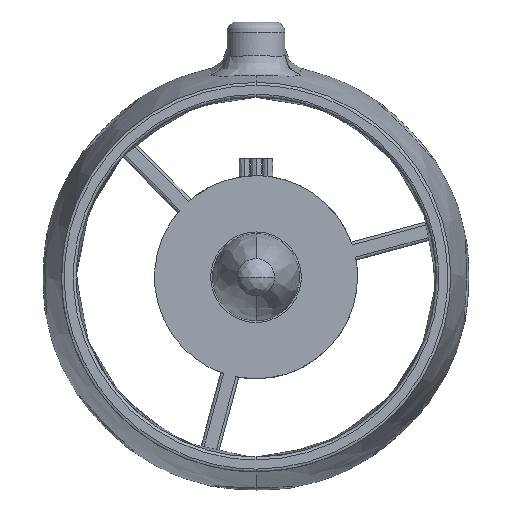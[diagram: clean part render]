
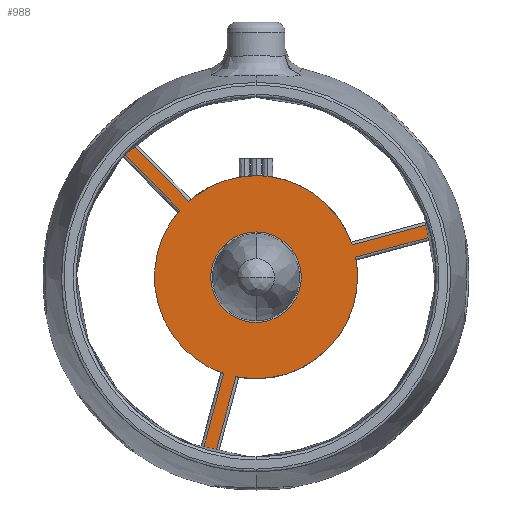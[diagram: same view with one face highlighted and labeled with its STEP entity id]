
A CAD part, left-side view. The second image highlights one B-rep face of the part: STEP entity #988.
In plain terms, the highlighted free-form (B-spline) face has degree [1, 1] with [2, 2] control points.
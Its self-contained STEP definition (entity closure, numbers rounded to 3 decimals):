
#536 = VERTEX_POINT('',#537);
#537 = CARTESIAN_POINT('',(7.464,0.,17.075));
#574 = VERTEX_POINT('',#575);
#575 = CARTESIAN_POINT('',(7.464,11.291,
    12.809));
#584 = EDGE_CURVE('',#536,#574,#585,.T.);
#585 = ( BOUNDED_CURVE() B_SPLINE_CURVE(2,(#586,#587,#588),
.UNSPECIFIED.,.F.,.F.) B_SPLINE_CURVE_WITH_KNOTS((3,3),(0.,
0.722),.PIECEWISE_BEZIER_KNOTS.) CURVE() 
GEOMETRIC_REPRESENTATION_ITEM() RATIONAL_B_SPLINE_CURVE((1.,
0.935,1.)) REPRESENTATION_ITEM('') );
#586 = CARTESIAN_POINT('',(7.464,0.,17.075));
#587 = CARTESIAN_POINT('',(7.464,6.451,17.075)
  );
#588 = CARTESIAN_POINT('',(7.464,11.291,
    12.809));
#612 = EDGE_CURVE('',#613,#536,#615,.T.);
#613 = VERTEX_POINT('',#614);
#614 = CARTESIAN_POINT('',(7.464,-16.182,5.447
    ));
#615 = ( BOUNDED_CURVE() B_SPLINE_CURVE(2,(#616,#617,#618),
.UNSPECIFIED.,.F.,.F.) B_SPLINE_CURVE_WITH_KNOTS((3,3),(5.037,
6.283),.PIECEWISE_BEZIER_KNOTS.) CURVE() 
GEOMETRIC_REPRESENTATION_ITEM() RATIONAL_B_SPLINE_CURVE((1.,
0.812,1.)) REPRESENTATION_ITEM('') );
#616 = CARTESIAN_POINT('',(7.464,-16.182,5.447
    ));
#617 = CARTESIAN_POINT('',(7.464,-12.268,
    17.075));
#618 = CARTESIAN_POINT('',(7.464,0.,
    17.075));
#769 = VERTEX_POINT('',#770);
#770 = CARTESIAN_POINT('',(7.464,-16.738,3.374
    ));
#779 = EDGE_CURVE('',#780,#769,#782,.T.);
#780 = VERTEX_POINT('',#781);
#781 = CARTESIAN_POINT('',(7.464,3.374,-16.738
    ));
#782 = ( BOUNDED_CURVE() B_SPLINE_CURVE(2,(#783,#784,#785),
.UNSPECIFIED.,.F.,.F.) B_SPLINE_CURVE_WITH_KNOTS((3,3),(2.943,
4.911),.PIECEWISE_BEZIER_KNOTS.) CURVE() 
GEOMETRIC_REPRESENTATION_ITEM() RATIONAL_B_SPLINE_CURVE((1.,
0.553,1.)) REPRESENTATION_ITEM('') );
#783 = CARTESIAN_POINT('',(7.464,3.374,-16.738
    ));
#784 = CARTESIAN_POINT('',(7.464,-21.815,
    -21.815));
#785 = CARTESIAN_POINT('',(7.464,-16.738,3.374
    ));
#927 = VERTEX_POINT('',#928);
#928 = CARTESIAN_POINT('',(7.464,5.447,-16.182
    ));
#937 = EDGE_CURVE('',#938,#927,#940,.T.);
#938 = VERTEX_POINT('',#939);
#939 = CARTESIAN_POINT('',(7.464,12.809,
    11.291));
#940 = ( BOUNDED_CURVE() B_SPLINE_CURVE(2,(#941,#942,#943),
.UNSPECIFIED.,.F.,.F.) B_SPLINE_CURVE_WITH_KNOTS((3,3),(0.848,
2.817),.PIECEWISE_BEZIER_KNOTS.) CURVE() 
GEOMETRIC_REPRESENTATION_ITEM() RATIONAL_B_SPLINE_CURVE((1.,
0.553,1.)) REPRESENTATION_ITEM('') );
#941 = CARTESIAN_POINT('',(7.464,12.809,
    11.291));
#942 = CARTESIAN_POINT('',(7.464,29.8,-7.985)
  );
#943 = CARTESIAN_POINT('',(7.464,5.447,-16.182
    ));
#988 = ADVANCED_FACE('',(#989),#1055,.F.);
#989 = FACE_BOUND('',#990,.T.);
#990 = EDGE_LOOP('',(#991,#1001,#1006,#1007,#1008,#1015,#1023,#1028,
    #1029,#1036,#1044,#1049,#1050));
#991 = ORIENTED_EDGE('',*,*,#992,.T.);
#992 = EDGE_CURVE('',#993,#995,#997,.T.);
#993 = VERTEX_POINT('',#994);
#994 = CARTESIAN_POINT('',(7.464,-29.475,6.787
    ));
#995 = VERTEX_POINT('',#996);
#996 = CARTESIAN_POINT('',(7.464,-28.919,8.86
    ));
#997 = ( BOUNDED_CURVE() B_SPLINE_CURVE(2,(#998,#999,#1000),
.UNSPECIFIED.,.F.,.F.) B_SPLINE_CURVE_WITH_KNOTS((3,3),(4.939,
5.01),.PIECEWISE_BEZIER_KNOTS.) CURVE() 
GEOMETRIC_REPRESENTATION_ITEM() RATIONAL_B_SPLINE_CURVE((1.,
0.999,1.)) REPRESENTATION_ITEM('') );
#998 = CARTESIAN_POINT('',(7.464,-29.475,6.787
    ));
#999 = CARTESIAN_POINT('',(7.464,-29.234,7.833
    ));
#1000 = CARTESIAN_POINT('',(7.464,-28.919,
    8.86));
#1001 = ORIENTED_EDGE('',*,*,#1002,.T.);
#1002 = EDGE_CURVE('',#995,#613,#1003,.T.);
#1003 = B_SPLINE_CURVE_WITH_KNOTS('',1,(#1004,#1005),.UNSPECIFIED.,.F.,
  .F.,(2,2),(-13.554,-0.039),
  .PIECEWISE_BEZIER_KNOTS.);
#1004 = CARTESIAN_POINT('',(7.464,-28.919,
    8.86));
#1005 = CARTESIAN_POINT('',(7.464,-16.182,
    5.447));
#1006 = ORIENTED_EDGE('',*,*,#612,.T.);
#1007 = ORIENTED_EDGE('',*,*,#584,.T.);
#1008 = ORIENTED_EDGE('',*,*,#1009,.T.);
#1009 = EDGE_CURVE('',#574,#1010,#1012,.T.);
#1010 = VERTEX_POINT('',#1011);
#1011 = CARTESIAN_POINT('',(7.464,20.615,
    22.133));
#1012 = B_SPLINE_CURVE_WITH_KNOTS('',1,(#1013,#1014),.UNSPECIFIED.,.F.,
  .F.,(2,2),(-13.493,0.022),
  .PIECEWISE_BEZIER_KNOTS.);
#1013 = CARTESIAN_POINT('',(7.464,11.291,
    12.809));
#1014 = CARTESIAN_POINT('',(7.464,20.615,
    22.133));
#1015 = ORIENTED_EDGE('',*,*,#1016,.T.);
#1016 = EDGE_CURVE('',#1010,#1017,#1019,.T.);
#1017 = VERTEX_POINT('',#1018);
#1018 = CARTESIAN_POINT('',(7.464,22.133,
    20.615));
#1019 = ( BOUNDED_CURVE() B_SPLINE_CURVE(2,(#1020,#1021,#1022),
.UNSPECIFIED.,.F.,.F.) B_SPLINE_CURVE_WITH_KNOTS((3,3),(0.75,
0.821),.PIECEWISE_BEZIER_KNOTS.) CURVE() 
GEOMETRIC_REPRESENTATION_ITEM() RATIONAL_B_SPLINE_CURVE((1.,
0.999,1.)) REPRESENTATION_ITEM('') );
#1020 = CARTESIAN_POINT('',(7.464,20.615,
    22.133));
#1021 = CARTESIAN_POINT('',(7.464,21.401,
    21.401));
#1022 = CARTESIAN_POINT('',(7.464,22.133,
    20.615));
#1023 = ORIENTED_EDGE('',*,*,#1024,.T.);
#1024 = EDGE_CURVE('',#1017,#938,#1025,.T.);
#1025 = B_SPLINE_CURVE_WITH_KNOTS('',1,(#1026,#1027),.UNSPECIFIED.,.F.,
  .F.,(2,2),(-13.554,-0.039),
  .PIECEWISE_BEZIER_KNOTS.);
#1026 = CARTESIAN_POINT('',(7.464,22.133,
    20.615));
#1027 = CARTESIAN_POINT('',(7.464,12.809,
    11.291));
#1028 = ORIENTED_EDGE('',*,*,#937,.T.);
#1029 = ORIENTED_EDGE('',*,*,#1030,.T.);
#1030 = EDGE_CURVE('',#927,#1031,#1033,.T.);
#1031 = VERTEX_POINT('',#1032);
#1032 = CARTESIAN_POINT('',(7.464,8.86,
    -28.919));
#1033 = B_SPLINE_CURVE_WITH_KNOTS('',1,(#1034,#1035),.UNSPECIFIED.,.F.,
  .F.,(2,2),(-13.493,0.022),
  .PIECEWISE_BEZIER_KNOTS.);
#1034 = CARTESIAN_POINT('',(7.464,5.447,
    -16.182));
#1035 = CARTESIAN_POINT('',(7.464,8.86,
    -28.919));
#1036 = ORIENTED_EDGE('',*,*,#1037,.T.);
#1037 = EDGE_CURVE('',#1031,#1038,#1040,.T.);
#1038 = VERTEX_POINT('',#1039);
#1039 = CARTESIAN_POINT('',(7.464,6.787,
    -29.475));
#1040 = ( BOUNDED_CURVE() B_SPLINE_CURVE(2,(#1041,#1042,#1043),
.UNSPECIFIED.,.F.,.F.) B_SPLINE_CURVE_WITH_KNOTS((3,3),(2.844,
2.915),.PIECEWISE_BEZIER_KNOTS.) CURVE() 
GEOMETRIC_REPRESENTATION_ITEM() RATIONAL_B_SPLINE_CURVE((1.,
0.999,1.)) REPRESENTATION_ITEM('') );
#1041 = CARTESIAN_POINT('',(7.464,8.86,
    -28.919));
#1042 = CARTESIAN_POINT('',(7.464,7.833,
    -29.234));
#1043 = CARTESIAN_POINT('',(7.464,6.787,
    -29.475));
#1044 = ORIENTED_EDGE('',*,*,#1045,.T.);
#1045 = EDGE_CURVE('',#1038,#780,#1046,.T.);
#1046 = B_SPLINE_CURVE_WITH_KNOTS('',1,(#1047,#1048),.UNSPECIFIED.,.F.,
  .F.,(2,2),(-13.554,-0.039),
  .PIECEWISE_BEZIER_KNOTS.);
#1047 = CARTESIAN_POINT('',(7.464,6.787,
    -29.475));
#1048 = CARTESIAN_POINT('',(7.464,3.374,
    -16.738));
#1049 = ORIENTED_EDGE('',*,*,#779,.T.);
#1050 = ORIENTED_EDGE('',*,*,#1051,.T.);
#1051 = EDGE_CURVE('',#769,#993,#1052,.T.);
#1052 = B_SPLINE_CURVE_WITH_KNOTS('',1,(#1053,#1054),.UNSPECIFIED.,.F.,
  .F.,(2,2),(-13.493,0.022),
  .PIECEWISE_BEZIER_KNOTS.);
#1053 = CARTESIAN_POINT('',(7.464,-16.738,
    3.374));
#1054 = CARTESIAN_POINT('',(7.464,-29.475,
    6.787));
#1055 = B_SPLINE_SURFACE_WITH_KNOTS('',1,1,(
    (#1056,#1057)
    ,(#1058,#1059
    )),.UNSPECIFIED.,.F.,.F.,.F.,(2,2),(2,2),(-22.684,
    30.21),(-30.21,22.684),
  .PIECEWISE_BEZIER_KNOTS.);
#1056 = CARTESIAN_POINT('',(7.464,-29.475,
    22.133));
#1057 = CARTESIAN_POINT('',(7.464,22.133,
    22.133));
#1058 = CARTESIAN_POINT('',(7.464,-29.475,
    -29.475));
#1059 = CARTESIAN_POINT('',(7.464,22.133,
    -29.475));
